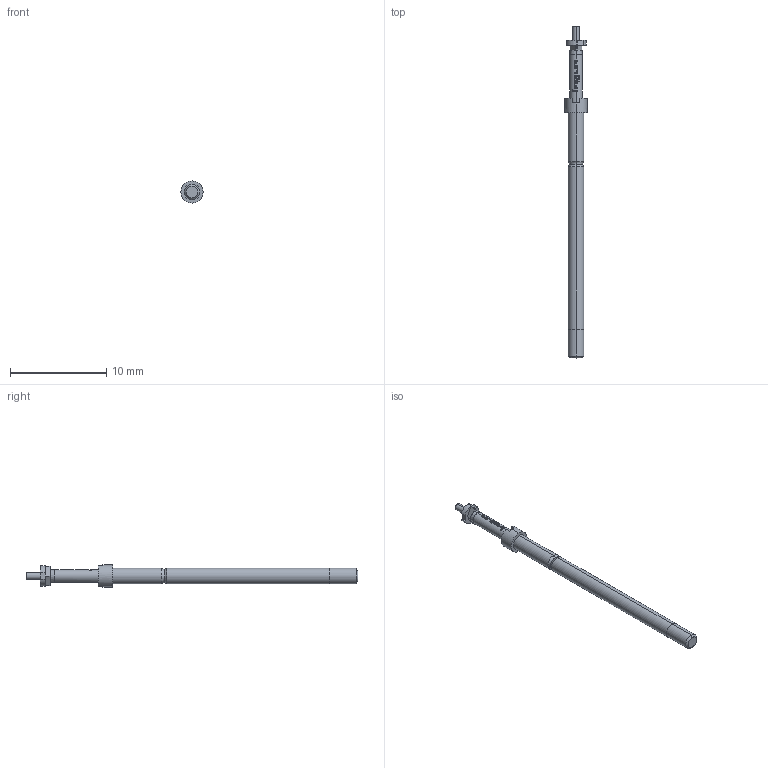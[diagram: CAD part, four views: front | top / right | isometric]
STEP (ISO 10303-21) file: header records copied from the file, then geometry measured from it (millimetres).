
FILE_DESCRIPTION (( 'STEP AP203' ), '1' );
FILE_NAME ('INGUN_T-912_302_070_150_210_X_xx02_M_0.STEP', '2017-09-11T07:41:43', ( '' ), ( '' ), 'SwSTEP 2.0', 'SolidWorks 2016', '' );
FILE_SCHEMA (( 'CONFIG_CONTROL_DESIGN' ));
Length unit declared in the file: millimetre
Products named in the file (2): INGUN_T-912_302_070_150_210_X_xx02_M_0
Bounding box: 2.3 x 34.5 x 2.3 mm (x, y, z)
Volume: 69.2 mm3; surface area: 185.5 mm2
Topology: 1 solids, 1 shells, 142 faces, 394 edges, 258 vertices
Faces by surface type: plane 74, cylinder 38, bspline 22, torus 4, cone 4
Entity records: 4979 total; most frequent: CARTESIAN_POINT 1296, ORIENTED_EDGE 788, DIRECTION 688, EDGE_CURVE 394, AXIS2_PLACEMENT_3D 258, VERTEX_POINT 258, VECTOR 172, LINE 172
